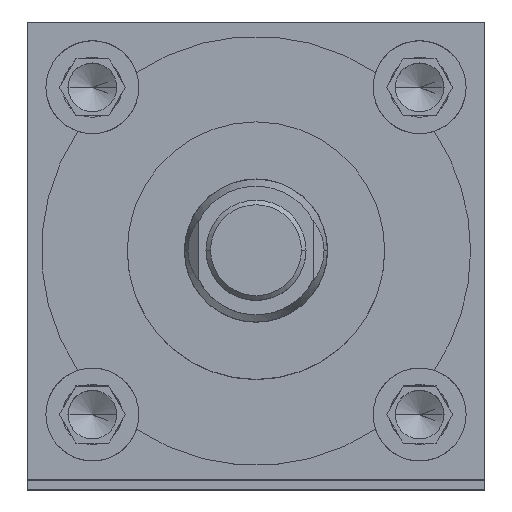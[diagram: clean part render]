
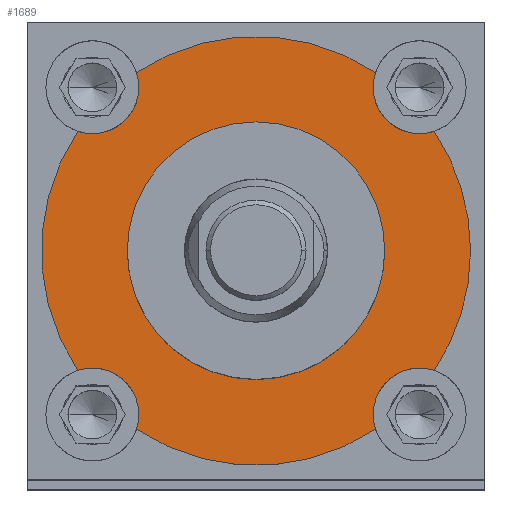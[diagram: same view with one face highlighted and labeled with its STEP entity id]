
A CAD part, top view. The second image highlights one B-rep face of the part: STEP entity #1689.
In plain terms, the highlighted planar face has unit normal (0, 0, 1).
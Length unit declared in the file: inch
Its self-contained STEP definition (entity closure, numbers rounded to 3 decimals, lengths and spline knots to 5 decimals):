
#29 = DIRECTION ( 'NONE',  ( 1., 0., 0. ) ) ;
#181 = DIRECTION ( 'NONE',  ( 0., 0., 1. ) ) ;
#185 = AXIS2_PLACEMENT_3D ( 'NONE', #2975, #539, #1880 ) ;
#334 = AXIS2_PLACEMENT_3D ( 'NONE', #5044, #4516, #3535 ) ;
#376 = CARTESIAN_POINT ( 'NONE',  ( 0., 0., 25.62 ) ) ;
#419 = CARTESIAN_POINT ( 'NONE',  ( 0.715, -0.715, 25.62 ) ) ;
#429 = ORIENTED_EDGE ( 'NONE', *, *, #3879, .F. ) ;
#460 = CARTESIAN_POINT ( 'NONE',  ( -0.77859, 0.52222, 25.62 ) ) ;
#503 = CARTESIAN_POINT ( 'NONE',  ( 0.715, 0.715, 25.62 ) ) ;
#527 = EDGE_CURVE ( 'NONE', #5096, #5519, #1693, .T. ) ;
#539 = DIRECTION ( 'NONE',  ( 0., 0., 1. ) ) ;
#549 = VERTEX_POINT ( 'NONE', #5810 ) ;
#609 = AXIS2_PLACEMENT_3D ( 'NONE', #1207, #5653, #2716 ) ;
#660 = DIRECTION ( 'NONE',  ( 0., 0., 1. ) ) ;
#774 = CARTESIAN_POINT ( 'NONE',  ( -0.512, -0.715, 25.62 ) ) ;
#938 = CARTESIAN_POINT ( 'NONE',  ( -0.52222, 0.77859, 25.62 ) ) ;
#1019 = EDGE_CURVE ( 'NONE', #4651, #5329, #5971, .T. ) ;
#1033 = VERTEX_POINT ( 'NONE', #4374 ) ;
#1069 = CARTESIAN_POINT ( 'NONE',  ( 0.52222, 0.77859, 25.62 ) ) ;
#1170 = EDGE_CURVE ( 'NONE', #5448, #1415, #5444, .T. ) ;
#1175 = DIRECTION ( 'NONE',  ( 1., 0., 0. ) ) ;
#1204 = AXIS2_PLACEMENT_3D ( 'NONE', #3033, #5517, #5550 ) ;
#1207 = CARTESIAN_POINT ( 'NONE',  ( 0., 0., 25.62 ) ) ;
#1296 = DIRECTION ( 'NONE',  ( 1., 0., 0. ) ) ;
#1309 = ORIENTED_EDGE ( 'NONE', *, *, #1935, .F. ) ;
#1337 = DIRECTION ( 'NONE',  ( 0., 0., 1. ) ) ;
#1339 = EDGE_CURVE ( 'NONE', #4848, #6366, #5545, .T. ) ;
#1385 = CARTESIAN_POINT ( 'NONE',  ( 0.77859, 0.52222, 25.62 ) ) ;
#1415 = VERTEX_POINT ( 'NONE', #938 ) ;
#1462 = AXIS2_PLACEMENT_3D ( 'NONE', #2471, #5991, #4562 ) ;
#1594 = CARTESIAN_POINT ( 'NONE',  ( 0.5625, 0., 25.62 ) ) ;
#1642 = CARTESIAN_POINT ( 'NONE',  ( -0.715, 0.715, 25.62 ) ) ;
#1646 = AXIS2_PLACEMENT_3D ( 'NONE', #2112, #181, #1175 ) ;
#1678 = DIRECTION ( 'NONE',  ( 0., 0., 1. ) ) ;
#1689 = ADVANCED_FACE ( 'NONE', ( #4209, #2195 ), #6120, .T. ) ;
#1693 = CIRCLE ( 'NONE', #6144, 0.5625 ) ;
#1704 = VERTEX_POINT ( 'NONE', #774 ) ;
#1709 = DIRECTION ( 'NONE',  ( 0., 0., 1. ) ) ;
#1769 = CARTESIAN_POINT ( 'NONE',  ( 0., 0., 25.62 ) ) ;
#1805 = DIRECTION ( 'NONE',  ( 0., 0., 1. ) ) ;
#1880 = DIRECTION ( 'NONE',  ( 1., 0., 0. ) ) ;
#1935 = EDGE_CURVE ( 'NONE', #2446, #6032, #5186, .T. ) ;
#2039 = CIRCLE ( 'NONE', #4120, 0.203 ) ;
#2071 = CARTESIAN_POINT ( 'NONE',  ( -0.715, -0.715, 25.62 ) ) ;
#2091 = CIRCLE ( 'NONE', #1462, 0.203 ) ;
#2112 = CARTESIAN_POINT ( 'NONE',  ( -0.715, -0.715, 25.62 ) ) ;
#2135 = CARTESIAN_POINT ( 'NONE',  ( -0.5625, 0., 25.62 ) ) ;
#2153 = CARTESIAN_POINT ( 'NONE',  ( 0.9375, 0., 25.62 ) ) ;
#2195 = FACE_BOUND ( 'NONE', #3720, .T. ) ;
#2215 = EDGE_CURVE ( 'NONE', #4848, #1704, #4757, .T. ) ;
#2382 = CIRCLE ( 'NONE', #3414, 0.9375 ) ;
#2446 = VERTEX_POINT ( 'NONE', #460 ) ;
#2471 = CARTESIAN_POINT ( 'NONE',  ( 0.715, -0.715, 25.62 ) ) ;
#2482 = VERTEX_POINT ( 'NONE', #4301 ) ;
#2519 = ORIENTED_EDGE ( 'NONE', *, *, #1339, .T. ) ;
#2557 = ORIENTED_EDGE ( 'NONE', *, *, #3777, .T. ) ;
#2683 = AXIS2_PLACEMENT_3D ( 'NONE', #1642, #1709, #3193 ) ;
#2716 = DIRECTION ( 'NONE',  ( 1., 0., 0. ) ) ;
#2840 = ORIENTED_EDGE ( 'NONE', *, *, #1019, .F. ) ;
#2907 = DIRECTION ( 'NONE',  ( 0., 0., 1. ) ) ;
#2922 = EDGE_CURVE ( 'NONE', #549, #6366, #6283, .T. ) ;
#2975 = CARTESIAN_POINT ( 'NONE',  ( 0.715, 0.715, 25.62 ) ) ;
#3033 = CARTESIAN_POINT ( 'NONE',  ( 0., 0., 25.62 ) ) ;
#3075 = ORIENTED_EDGE ( 'NONE', *, *, #5192, .F. ) ;
#3134 = ORIENTED_EDGE ( 'NONE', *, *, #5289, .F. ) ;
#3143 = ORIENTED_EDGE ( 'NONE', *, *, #3521, .F. ) ;
#3157 = EDGE_LOOP ( 'NONE', ( #429, #2557, #3692, #2840, #3353, #5278, #3134, #1309, #4993, #3143, #4730, #2519, #5485 ) ) ;
#3172 = ORIENTED_EDGE ( 'NONE', *, *, #527, .F. ) ;
#3193 = DIRECTION ( 'NONE',  ( 1., 0., 0. ) ) ;
#3213 = VERTEX_POINT ( 'NONE', #2153 ) ;
#3277 = CARTESIAN_POINT ( 'NONE',  ( -0.512, 0.715, 25.62 ) ) ;
#3353 = ORIENTED_EDGE ( 'NONE', *, *, #6252, .F. ) ;
#3378 = CIRCLE ( 'NONE', #609, 0.5625 ) ;
#3414 = AXIS2_PLACEMENT_3D ( 'NONE', #5080, #6139, #5722 ) ;
#3521 = EDGE_CURVE ( 'NONE', #1704, #1033, #4965, .T. ) ;
#3535 = DIRECTION ( 'NONE',  ( 1., 0., 0. ) ) ;
#3649 = DIRECTION ( 'NONE',  ( 1., 0., 0. ) ) ;
#3692 = ORIENTED_EDGE ( 'NONE', *, *, #4707, .T. ) ;
#3720 = EDGE_LOOP ( 'NONE', ( #3075, #3172 ) ) ;
#3777 = EDGE_CURVE ( 'NONE', #2482, #3213, #3836, .T. ) ;
#3836 = CIRCLE ( 'NONE', #4057, 0.9375 ) ;
#3879 = EDGE_CURVE ( 'NONE', #2482, #549, #2091, .T. ) ;
#3949 = DIRECTION ( 'NONE',  ( 1., 0., 0. ) ) ;
#4004 = AXIS2_PLACEMENT_3D ( 'NONE', #503, #2907, #5322 ) ;
#4057 = AXIS2_PLACEMENT_3D ( 'NONE', #6197, #5284, #1296 ) ;
#4120 = AXIS2_PLACEMENT_3D ( 'NONE', #5871, #4866, #3949 ) ;
#4209 = FACE_OUTER_BOUND ( 'NONE', #3157, .T. ) ;
#4301 = CARTESIAN_POINT ( 'NONE',  ( 0.77859, -0.52222, 25.62 ) ) ;
#4374 = CARTESIAN_POINT ( 'NONE',  ( -0.77859, -0.52222, 25.62 ) ) ;
#4516 = DIRECTION ( 'NONE',  ( 0., 0., 1. ) ) ;
#4562 = DIRECTION ( 'NONE',  ( 1., 0., 0. ) ) ;
#4622 = EDGE_CURVE ( 'NONE', #2446, #1033, #4984, .T. ) ;
#4651 = VERTEX_POINT ( 'NONE', #5115 ) ;
#4707 = EDGE_CURVE ( 'NONE', #3213, #5329, #2382, .T. ) ;
#4728 = CARTESIAN_POINT ( 'NONE',  ( 0., 0., 25.62 ) ) ;
#4730 = ORIENTED_EDGE ( 'NONE', *, *, #2215, .F. ) ;
#4757 = CIRCLE ( 'NONE', #6404, 0.203 ) ;
#4777 = CARTESIAN_POINT ( 'NONE',  ( -0.52222, -0.77859, 25.62 ) ) ;
#4812 = DIRECTION ( 'NONE',  ( 0., 0., 1. ) ) ;
#4848 = VERTEX_POINT ( 'NONE', #4777 ) ;
#4866 = DIRECTION ( 'NONE',  ( 0., 0., 1. ) ) ;
#4915 = AXIS2_PLACEMENT_3D ( 'NONE', #1769, #1678, #3649 ) ;
#4965 = CIRCLE ( 'NONE', #1646, 0.203 ) ;
#4984 = CIRCLE ( 'NONE', #334, 0.9375 ) ;
#4993 = ORIENTED_EDGE ( 'NONE', *, *, #4622, .T. ) ;
#5044 = CARTESIAN_POINT ( 'NONE',  ( 0., 0., 25.62 ) ) ;
#5080 = CARTESIAN_POINT ( 'NONE',  ( 0., 0., 25.62 ) ) ;
#5096 = VERTEX_POINT ( 'NONE', #1594 ) ;
#5115 = CARTESIAN_POINT ( 'NONE',  ( 0.512, 0.715, 25.62 ) ) ;
#5186 = CIRCLE ( 'NONE', #2683, 0.203 ) ;
#5192 = EDGE_CURVE ( 'NONE', #5519, #5096, #3378, .T. ) ;
#5278 = ORIENTED_EDGE ( 'NONE', *, *, #1170, .T. ) ;
#5284 = DIRECTION ( 'NONE',  ( 0., 0., 1. ) ) ;
#5289 = EDGE_CURVE ( 'NONE', #6032, #1415, #2039, .T. ) ;
#5322 = DIRECTION ( 'NONE',  ( 1., 0., 0. ) ) ;
#5329 = VERTEX_POINT ( 'NONE', #1385 ) ;
#5366 = DIRECTION ( 'NONE',  ( 1., 0., 0. ) ) ;
#5444 = CIRCLE ( 'NONE', #1204, 0.9375 ) ;
#5448 = VERTEX_POINT ( 'NONE', #1069 ) ;
#5485 = ORIENTED_EDGE ( 'NONE', *, *, #2922, .F. ) ;
#5517 = DIRECTION ( 'NONE',  ( 0., 0., 1. ) ) ;
#5519 = VERTEX_POINT ( 'NONE', #2135 ) ;
#5545 = CIRCLE ( 'NONE', #5844, 0.9375 ) ;
#5550 = DIRECTION ( 'NONE',  ( 1., 0., 0. ) ) ;
#5645 = DIRECTION ( 'NONE',  ( 1., 0., 0. ) ) ;
#5653 = DIRECTION ( 'NONE',  ( 0., 0., 1. ) ) ;
#5664 = CIRCLE ( 'NONE', #185, 0.203 ) ;
#5722 = DIRECTION ( 'NONE',  ( 1., 0., 0. ) ) ;
#5810 = CARTESIAN_POINT ( 'NONE',  ( 0.512, -0.715, 25.62 ) ) ;
#5844 = AXIS2_PLACEMENT_3D ( 'NONE', #4728, #1805, #5645 ) ;
#5871 = CARTESIAN_POINT ( 'NONE',  ( -0.715, 0.715, 25.62 ) ) ;
#5878 = AXIS2_PLACEMENT_3D ( 'NONE', #419, #1337, #5366 ) ;
#5971 = CIRCLE ( 'NONE', #4004, 0.203 ) ;
#5991 = DIRECTION ( 'NONE',  ( 0., 0., 1. ) ) ;
#6003 = CARTESIAN_POINT ( 'NONE',  ( 0.52222, -0.77859, 25.62 ) ) ;
#6032 = VERTEX_POINT ( 'NONE', #3277 ) ;
#6120 = PLANE ( 'NONE',  #4915 ) ;
#6139 = DIRECTION ( 'NONE',  ( 0., 0., 1. ) ) ;
#6144 = AXIS2_PLACEMENT_3D ( 'NONE', #376, #4812, #6265 ) ;
#6197 = CARTESIAN_POINT ( 'NONE',  ( 0., 0., 25.62 ) ) ;
#6252 = EDGE_CURVE ( 'NONE', #5448, #4651, #5664, .T. ) ;
#6265 = DIRECTION ( 'NONE',  ( 1., 0., 0. ) ) ;
#6283 = CIRCLE ( 'NONE', #5878, 0.203 ) ;
#6366 = VERTEX_POINT ( 'NONE', #6003 ) ;
#6404 = AXIS2_PLACEMENT_3D ( 'NONE', #2071, #660, #29 ) ;
